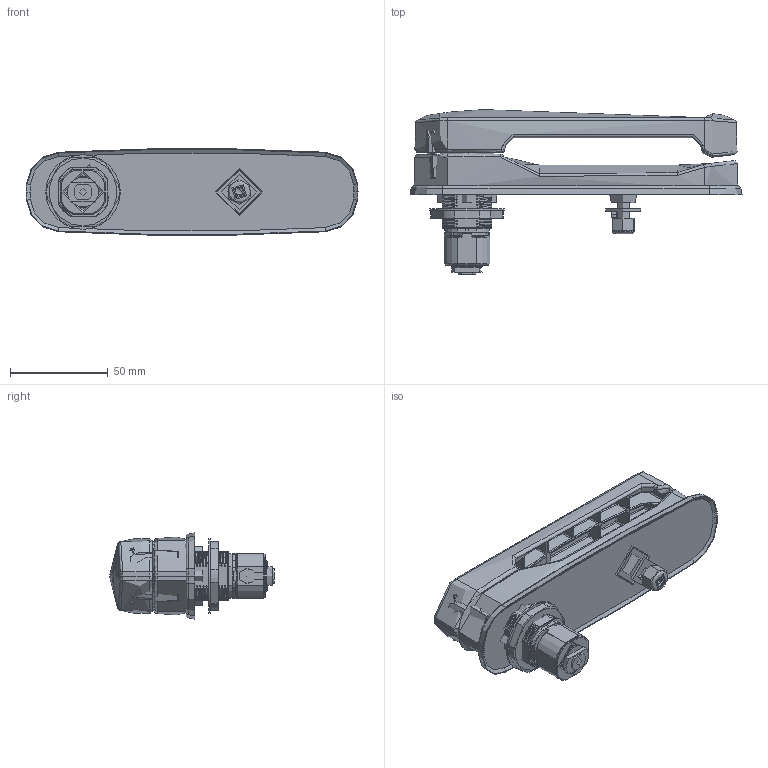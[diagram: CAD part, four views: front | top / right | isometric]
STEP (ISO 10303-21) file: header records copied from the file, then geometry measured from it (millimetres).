
FILE_DESCRIPTION(/* description */ (''),/* implementation_level */ '2;1');
FILE_NAME(/* name */ 'LNL-70-01780.stp',/* time_stamp */ '2023-11-21T09:16:35-05:00',/* author */ ('dtinay'),/* organization */ (''),/* preprocessor_version */ 'ST-DEVELOPER v20',/* originating_system */ 'Autodesk Inventor 2024',/* authorisation */ '');
FILE_SCHEMA (('AUTOMOTIVE_DESIGN { 1 0 10303 214 3 1 1 }'));
Products named in the file (24): LNL-70-01780; 01778_ASM; 01773; 01775_ASM; 01774; 01772; 01779_ASM; 01776; 01777; 01768; 01782; 01479; 01749; 01581; 01855_INSTALLED; 01757; 01580; 01445; 00695; 00018; 01456; 01453; 00660; 01392
Assembly tree (24 placements, depth 4):
  LNL-70-01780
    01778_ASM
      01773
      01775_ASM
        01774
        01772
    01779_ASM
      01776
      01777
      01768  x2
      01782
    01479
    01749
    01581
    01855_INSTALLED
    01757
    01580
    01445
    00695
    00018
    01456
    01453
    00660
    01392
Bounding box: 170.05 x 84.4 x 44.08 mm (x, y, z)
Volume: 155647.6 mm3; surface area: 102938.9 mm2
Topology: 29 solids, 29 shells, 4213 faces, 10183 edges, 6107 vertices
Faces by surface type: bspline 1868, plane 1057, cylinder 915, sphere 125, torus 124, cone 124
Full cylindrical faces by diameter (mm): 1.27 x1, 1.627 x1, 1.829 x4, 2.159 x3, 2.438 x9, 4.039 x1, 5.22 x1, 5.387 x4, 5.461 x1, 6.096 x2, 6.35 x6, 6.4 x1, 6.843 x1, 8.382 x2, 8.636 x1, 8.916 x1, 8.992 x1, 12.065 x1, 12.243 x2, 12.7 x1, 14.986 x1, 15.875 x1, 16.002 x3, 18 x1, 19.304 x1, 21.057 x1, 21.59 x1, 27.203 x2, 27.7 x1, 38.1 x1
Entity records: 239352 total; most frequent: CARTESIAN_POINT 156073, ORIENTED_EDGE 20326, DIRECTION 12033, EDGE_CURVE 10163, VERTEX_POINT 6095, B_SPLINE_CURVE_WITH_KNOTS 5274, AXIS2_PLACEMENT_3D 4823, EDGE_LOOP 4342
